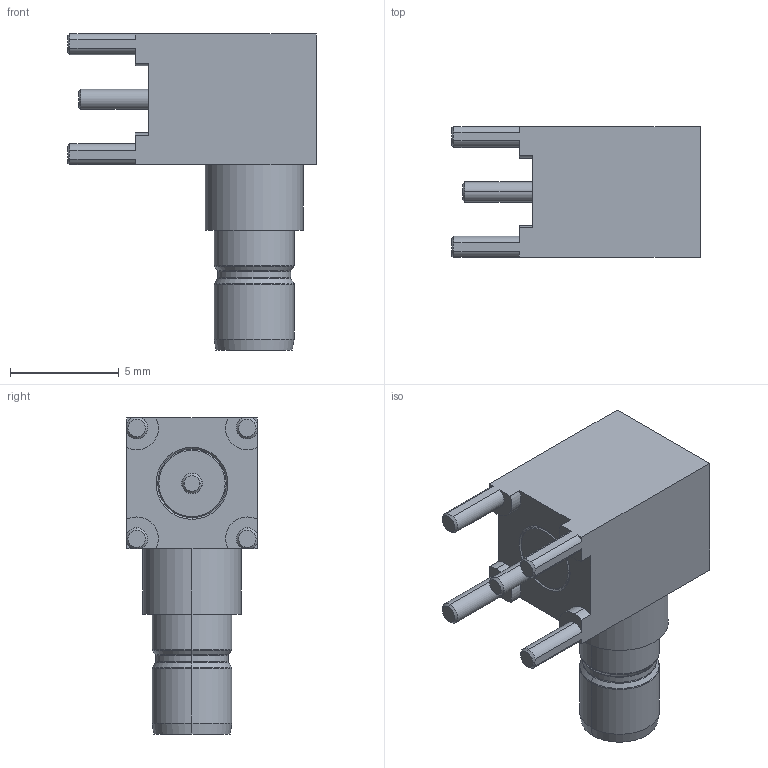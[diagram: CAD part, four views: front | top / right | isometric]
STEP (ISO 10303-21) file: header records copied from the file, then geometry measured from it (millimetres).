
FILE_DESCRIPTION (( 'STEP AP214' ), '1' );
FILE_NAME ('32-465-Q3.STEP', '2024-09-06T08:36:16', ( '' ), ( '' ), 'SwSTEP 2.0', 'SolidWorks 2024', '' );
FILE_SCHEMA (( 'AUTOMOTIVE_DESIGN' ));
Length unit declared in the file: millimetre
Products named in the file (1): 32-465-Q3
Bounding box: 11.4 x 6 x 14.5 mm (x, y, z)
Surface area: 543.1 mm2 (no closed solid volume)
Topology: 0 solids, 6 shells, 87 faces, 222 edges, 142 vertices
Faces by surface type: cylinder 34, plane 23, cone 22, torus 8
Entity records: 2683 total; most frequent: DIRECTION 500, CARTESIAN_POINT 496, ORIENTED_EDGE 422, EDGE_CURVE 222, AXIS2_PLACEMENT_3D 202, VERTEX_POINT 142, CIRCLE 114, VECTOR 96
